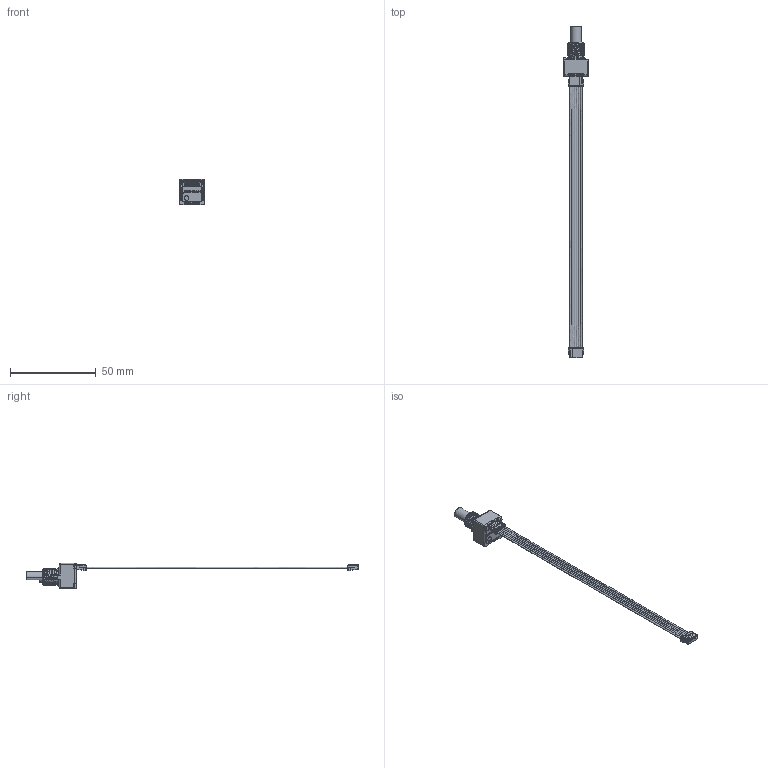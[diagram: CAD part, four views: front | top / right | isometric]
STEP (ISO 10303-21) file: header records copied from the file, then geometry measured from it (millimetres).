
FILE_DESCRIPTION((''),'2;1');
FILE_NAME('EM14A1AC24L232H_ASM','2014-03-21T',('RICKB'),('Bourns, Inc.'),'PRO/ENGINEER BY PARAMETRIC TECHNOLOGY CORPORATION, 2012230','PRO/ENGINEER BY PARAMETRIC TECHNOLOGY CORPORATION, 2012230','');
FILE_SCHEMA(('CONFIG_CONTROL_DESIGN'));
Length unit declared in the file: inch
Products named in the file (3): EM14A1AC24LXXXX; H290-1; EM14A1AC24L232H_ASM
Assembly tree (2 placements, depth 2):
  EM14A1AC24L232H_ASM
    EM14A1AC24LXXXX
    H290-1
Bounding box: 14.25 x 193.57 x 14.76 mm (x, y, z)
Volume: 3878.8 mm3; surface area: 6174.6 mm2
Topology: 2 solids, 21 shells, 2233 faces, 6154 edges, 4030 vertices
Faces by surface type: plane 1865, cylinder 296, cone 41, extrusion 16, bspline 11, sphere 4
Entity records: 72869 total; most frequent: CARTESIAN_POINT 16103, ORIENTED_EDGE 12308, DIRECTION 10805, EDGE_CURVE 6154, VECTOR 5161, LINE 5145, VERTEX_POINT 4030, AXIS2_PLACEMENT_3D 2822
